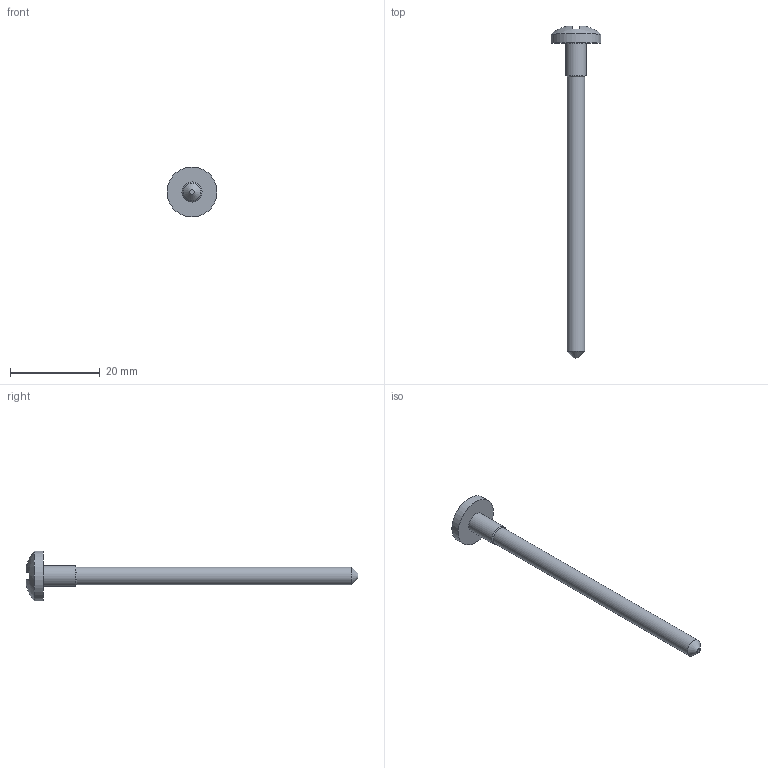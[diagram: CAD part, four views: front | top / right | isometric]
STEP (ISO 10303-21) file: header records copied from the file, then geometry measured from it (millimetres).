
FILE_DESCRIPTION (( 'STEP AP203' ), '1' );
FILE_NAME ('58359-240-70.step', '2020-01-21T14:24:54', ( '' ), ( '' ), 'SwSTEP 2.0', 'SolidWorks 2015', '' );
FILE_SCHEMA (( 'CONFIG_CONTROL_DESIGN' ));
Length unit declared in the file: millimetre
Products named in the file (2): 58359-240-70
Bounding box: 11.1 x 73.78 x 11.1 mm (x, y, z)
Volume: 1124.8 mm3; surface area: 1204 mm2
Topology: 1 solids, 21 shells, 311 faces, 769 edges, 513 vertices
Faces by surface type: bspline 128, plane 123, cone 56, cylinder 3, sphere 1
Full cylindrical faces by diameter (mm): 4 x1, 4.5 x1, 11.1 x1
Entity records: 16033 total; most frequent: CARTESIAN_POINT 9925, ORIENTED_EDGE 1524, EDGE_CURVE 762, DIRECTION 675, VERTEX_POINT 509, B_SPLINE_CURVE_WITH_KNOTS 450, EDGE_LOOP 327, FACE_OUTER_BOUND 295
